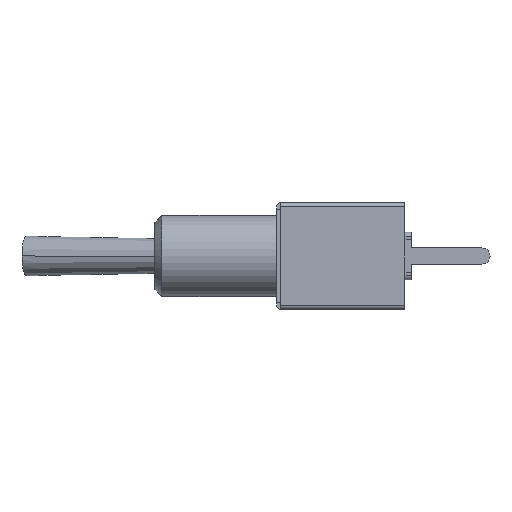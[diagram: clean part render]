
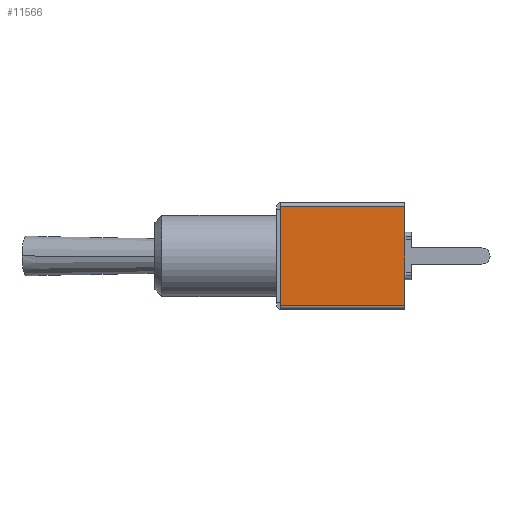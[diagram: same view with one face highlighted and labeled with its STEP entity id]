
A CAD part, left-side view. The second image highlights one B-rep face of the part: STEP entity #11566.
In plain terms, the highlighted planar face has unit normal (-1, 0, 0).
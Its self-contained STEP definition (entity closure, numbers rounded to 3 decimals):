
#259 = EDGE_CURVE ( 'NONE', #7812, #12942, #11577, .T. ) ;
#787 = CARTESIAN_POINT ( 'NONE',  ( -6.6, 0., 3.65 ) ) ;
#796 = DIRECTION ( 'NONE',  ( 0., 1., 0. ) ) ;
#833 = LINE ( 'NONE', #11940, #9857 ) ;
#1097 = CARTESIAN_POINT ( 'NONE',  ( -6.6, 9.2, 3.65 ) ) ;
#1791 = CARTESIAN_POINT ( 'NONE',  ( -6.6, 0., -3.95 ) ) ;
#2384 = VERTEX_POINT ( 'NONE', #4967 ) ;
#2744 = ORIENTED_EDGE ( 'NONE', *, *, #12180, .T. ) ;
#2900 = CARTESIAN_POINT ( 'NONE',  ( -6.6, 0., 3.65 ) ) ;
#3490 = AXIS2_PLACEMENT_3D ( 'NONE', #3573, #10643, #11724 ) ;
#3573 = CARTESIAN_POINT ( 'NONE',  ( -6.6, 0., -3.95 ) ) ;
#4011 = VECTOR ( 'NONE', #796, 1000. ) ;
#4111 = FACE_OUTER_BOUND ( 'NONE', #6113, .T. ) ;
#4188 = CARTESIAN_POINT ( 'NONE',  ( -6.6, 0., -3.65 ) ) ;
#4702 = ORIENTED_EDGE ( 'NONE', *, *, #6348, .F. ) ;
#4738 = VERTEX_POINT ( 'NONE', #1097 ) ;
#4967 = CARTESIAN_POINT ( 'NONE',  ( -6.6, 9.2, -3.65 ) ) ;
#5919 = ORIENTED_EDGE ( 'NONE', *, *, #9694, .T. ) ;
#6113 = EDGE_LOOP ( 'NONE', ( #5919, #4702, #2744, #10724 ) ) ;
#6137 = VECTOR ( 'NONE', #6494, 1000. ) ;
#6348 = EDGE_CURVE ( 'NONE', #2384, #4738, #833, .T. ) ;
#6444 = PLANE ( 'NONE',  #3490 ) ;
#6494 = DIRECTION ( 'NONE',  ( 0., 0., 1. ) ) ;
#7289 = LINE ( 'NONE', #10359, #8670 ) ;
#7812 = VERTEX_POINT ( 'NONE', #4188 ) ;
#7829 = LINE ( 'NONE', #2900, #4011 ) ;
#8670 = VECTOR ( 'NONE', #9594, 1000. ) ;
#8930 = DIRECTION ( 'NONE',  ( 0., 0., 1. ) ) ;
#9594 = DIRECTION ( 'NONE',  ( 0., -1., 0. ) ) ;
#9694 = EDGE_CURVE ( 'NONE', #12942, #4738, #7829, .T. ) ;
#9857 = VECTOR ( 'NONE', #8930, 1000. ) ;
#10359 = CARTESIAN_POINT ( 'NONE',  ( -6.6, 0., -3.65 ) ) ;
#10643 = DIRECTION ( 'NONE',  ( -1., 0., 0. ) ) ;
#10724 = ORIENTED_EDGE ( 'NONE', *, *, #259, .T. ) ;
#11566 = ADVANCED_FACE ( 'NONE', ( #4111 ), #6444, .T. ) ;
#11577 = LINE ( 'NONE', #1791, #6137 ) ;
#11724 = DIRECTION ( 'NONE',  ( 0., 0., 1. ) ) ;
#11940 = CARTESIAN_POINT ( 'NONE',  ( -6.6, 9.2, 0. ) ) ;
#12180 = EDGE_CURVE ( 'NONE', #2384, #7812, #7289, .T. ) ;
#12942 = VERTEX_POINT ( 'NONE', #787 ) ;
